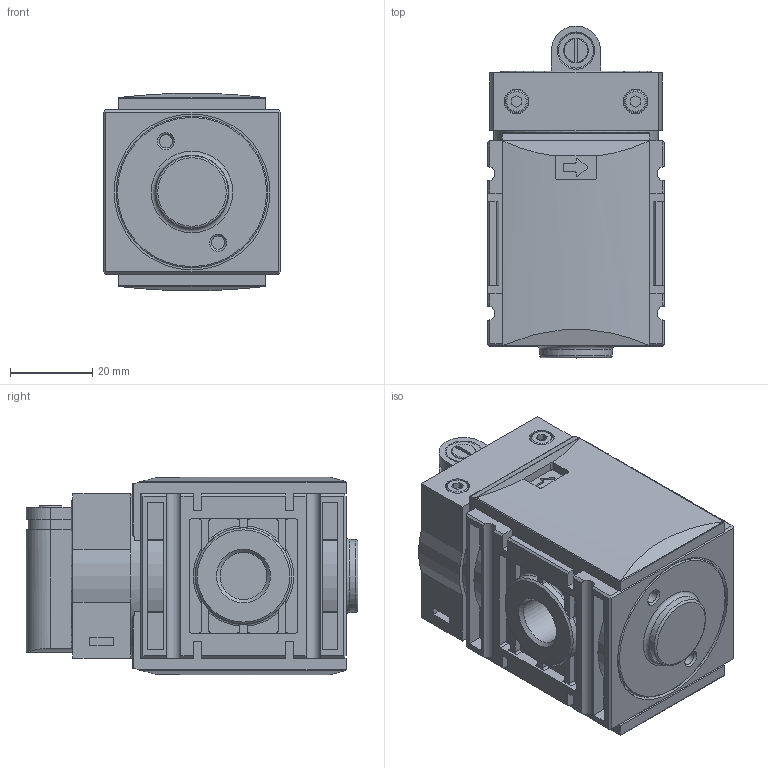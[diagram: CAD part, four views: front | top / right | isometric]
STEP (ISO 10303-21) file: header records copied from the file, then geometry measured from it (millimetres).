
FILE_DESCRIPTION(/* description */ ('STEP AP214'),/* implementation_level */ '2;1');
FILE_NAME(/* name */ '034979',/* time_stamp */ '2023-03-24T12:23:37+01:00',/* author */ ('License CC BY-ND 4.0'),/* organization */ ('CADENAS'),/* preprocessor_version */ 'ST-DEVELOPER v19.3',/* originating_system */ 'PARTsolutions',/* authorisation */ ' ');
FILE_SCHEMA (('AUTOMOTIVE_DESIGN {1 0 10303 214 3 1 1}'));
Length unit declared in the file: millimetre
Products named in the file (2): 034979; KREV_05
Assembly tree (1 placements, depth 2):
  034979
    KREV_05
Bounding box: 43 x 80.9 x 48.15 mm (x, y, z)
Volume: 124086.5 mm3; surface area: 22037.4 mm2
Topology: 1 solids, 1 shells, 418 faces, 1129 edges, 745 vertices
Faces by surface type: plane 269, cylinder 113, torus 24, cone 12
Full cylindrical faces by diameter (mm): 3.2 x2, 5.5 x2, 6 x3, 8.5 x1, 11.445 x2, 23.5 x2, 37 x1, 38 x1, 40 x1
Entity records: 15936 total; most frequent: CARTESIAN_POINT 2444, ORIENTED_EDGE 2176, DIRECTION 2175, EDGE_CURVE 1088, VERTEX_POINT 738, LINE 731, VECTOR 731, AXIS2_PLACEMENT_3D 722
